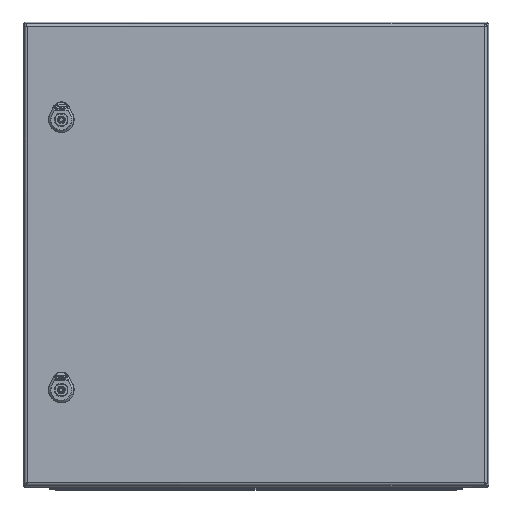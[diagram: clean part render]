
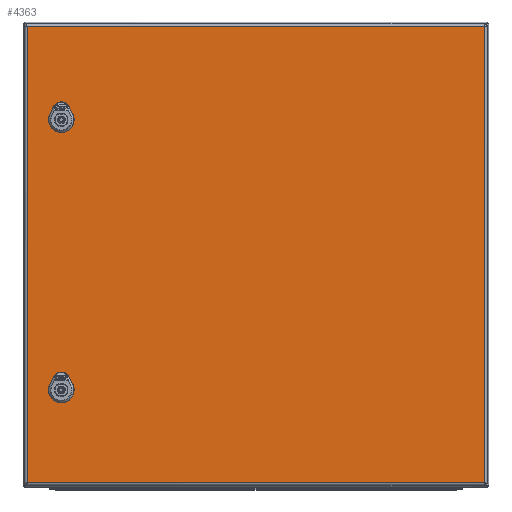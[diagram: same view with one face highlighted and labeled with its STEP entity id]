
A CAD part, top view. The second image highlights one B-rep face of the part: STEP entity #4363.
In plain terms, the highlighted face is planar.
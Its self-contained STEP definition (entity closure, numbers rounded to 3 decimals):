
#917=FACE_BOUND('',#6819,.T.);
#918=FACE_BOUND('',#6820,.T.);
#919=FACE_BOUND('',#6821,.T.);
#4363=ADVANCED_FACE('',(#917,#918,#919),#5037,.F.);
#5037=PLANE('',#20340);
#6819=EDGE_LOOP('',(#11352,#11353,#11354,#11355,#11356,#11357,#11358,#11359));
#6820=EDGE_LOOP('',(#11360,#11361,#11362,#11363,#11364,#11365,#11366,#11367));
#6821=EDGE_LOOP('',(#11368,#11369,#11370,#11371));
#7794=CIRCLE('',#20332,11.25);
#7795=CIRCLE('',#20333,11.25);
#7796=CIRCLE('',#20334,11.25);
#7797=CIRCLE('',#20335,11.25);
#7798=CIRCLE('',#20336,11.25);
#7799=CIRCLE('',#20337,11.25);
#7800=CIRCLE('',#20338,11.25);
#7801=CIRCLE('',#20339,11.25);
#11352=ORIENTED_EDGE('',*,*,#16049,.T.);
#11353=ORIENTED_EDGE('',*,*,#16050,.T.);
#11354=ORIENTED_EDGE('',*,*,#16051,.T.);
#11355=ORIENTED_EDGE('',*,*,#16052,.T.);
#11356=ORIENTED_EDGE('',*,*,#16053,.T.);
#11357=ORIENTED_EDGE('',*,*,#16054,.T.);
#11358=ORIENTED_EDGE('',*,*,#16055,.T.);
#11359=ORIENTED_EDGE('',*,*,#16056,.T.);
#11360=ORIENTED_EDGE('',*,*,#16057,.T.);
#11361=ORIENTED_EDGE('',*,*,#16058,.T.);
#11362=ORIENTED_EDGE('',*,*,#16059,.T.);
#11363=ORIENTED_EDGE('',*,*,#16060,.T.);
#11364=ORIENTED_EDGE('',*,*,#16061,.T.);
#11365=ORIENTED_EDGE('',*,*,#16062,.T.);
#11366=ORIENTED_EDGE('',*,*,#16063,.T.);
#11367=ORIENTED_EDGE('',*,*,#16064,.T.);
#11368=ORIENTED_EDGE('',*,*,#16065,.T.);
#11369=ORIENTED_EDGE('',*,*,#16066,.T.);
#11370=ORIENTED_EDGE('',*,*,#16067,.T.);
#11371=ORIENTED_EDGE('',*,*,#16068,.T.);
#14026=VERTEX_POINT('',#36250);
#14027=VERTEX_POINT('',#36251);
#14028=VERTEX_POINT('',#36253);
#14029=VERTEX_POINT('',#36255);
#14030=VERTEX_POINT('',#36257);
#14031=VERTEX_POINT('',#36259);
#14032=VERTEX_POINT('',#36261);
#14033=VERTEX_POINT('',#36263);
#14034=VERTEX_POINT('',#36266);
#14035=VERTEX_POINT('',#36267);
#14036=VERTEX_POINT('',#36269);
#14037=VERTEX_POINT('',#36271);
#14038=VERTEX_POINT('',#36273);
#14039=VERTEX_POINT('',#36275);
#14040=VERTEX_POINT('',#36277);
#14041=VERTEX_POINT('',#36279);
#14042=VERTEX_POINT('',#36282);
#14043=VERTEX_POINT('',#36283);
#14044=VERTEX_POINT('',#36285);
#14045=VERTEX_POINT('',#36287);
#16049=EDGE_CURVE('',#14026,#14027,#17672,.T.);
#16050=EDGE_CURVE('',#14027,#14028,#7794,.T.);
#16051=EDGE_CURVE('',#14028,#14029,#17673,.T.);
#16052=EDGE_CURVE('',#14029,#14030,#7795,.T.);
#16053=EDGE_CURVE('',#14030,#14031,#17674,.T.);
#16054=EDGE_CURVE('',#14031,#14032,#7796,.T.);
#16055=EDGE_CURVE('',#14032,#14033,#17675,.T.);
#16056=EDGE_CURVE('',#14033,#14026,#7797,.T.);
#16057=EDGE_CURVE('',#14034,#14035,#17676,.T.);
#16058=EDGE_CURVE('',#14035,#14036,#7798,.T.);
#16059=EDGE_CURVE('',#14036,#14037,#17677,.T.);
#16060=EDGE_CURVE('',#14037,#14038,#7799,.T.);
#16061=EDGE_CURVE('',#14038,#14039,#17678,.T.);
#16062=EDGE_CURVE('',#14039,#14040,#7800,.T.);
#16063=EDGE_CURVE('',#14040,#14041,#17679,.T.);
#16064=EDGE_CURVE('',#14041,#14034,#7801,.T.);
#16065=EDGE_CURVE('',#14042,#14043,#17680,.T.);
#16066=EDGE_CURVE('',#14043,#14044,#17681,.T.);
#16067=EDGE_CURVE('',#14044,#14045,#17682,.T.);
#16068=EDGE_CURVE('',#14045,#14042,#17683,.T.);
#17672=LINE('',#36249,#18886);
#17673=LINE('',#36254,#18887);
#17674=LINE('',#36258,#18888);
#17675=LINE('',#36262,#18889);
#17676=LINE('',#36265,#18890);
#17677=LINE('',#36270,#18891);
#17678=LINE('',#36274,#18892);
#17679=LINE('',#36278,#18893);
#17680=LINE('',#36281,#18894);
#17681=LINE('',#36284,#18895);
#17682=LINE('',#36286,#18896);
#17683=LINE('',#36288,#18897);
#18886=VECTOR('',#23768,1.);
#18887=VECTOR('',#23771,1.);
#18888=VECTOR('',#23774,1.);
#18889=VECTOR('',#23777,1.);
#18890=VECTOR('',#23780,1.);
#18891=VECTOR('',#23783,1.);
#18892=VECTOR('',#23786,1.);
#18893=VECTOR('',#23789,1.);
#18894=VECTOR('',#23792,1.);
#18895=VECTOR('',#23793,1.);
#18896=VECTOR('',#23794,1.);
#18897=VECTOR('',#23795,1.);
#20332=AXIS2_PLACEMENT_3D('',#36252,#23769,#23770);
#20333=AXIS2_PLACEMENT_3D('',#36256,#23772,#23773);
#20334=AXIS2_PLACEMENT_3D('',#36260,#23775,#23776);
#20335=AXIS2_PLACEMENT_3D('',#36264,#23778,#23779);
#20336=AXIS2_PLACEMENT_3D('',#36268,#23781,#23782);
#20337=AXIS2_PLACEMENT_3D('',#36272,#23784,#23785);
#20338=AXIS2_PLACEMENT_3D('',#36276,#23787,#23788);
#20339=AXIS2_PLACEMENT_3D('',#36280,#23790,#23791);
#20340=AXIS2_PLACEMENT_3D('',#36289,#23796,#23797);
#23768=DIRECTION('',(-1.,0.,0.));
#23769=DIRECTION('',(0.,0.,1.));
#23770=DIRECTION('',(1.,0.,0.));
#23771=DIRECTION('',(0.,-1.,0.));
#23772=DIRECTION('',(0.,0.,1.));
#23773=DIRECTION('',(1.,0.,0.));
#23774=DIRECTION('',(1.,0.,0.));
#23775=DIRECTION('',(0.,0.,1.));
#23776=DIRECTION('',(1.,0.,0.));
#23777=DIRECTION('',(0.,1.,0.));
#23778=DIRECTION('',(0.,0.,1.));
#23779=DIRECTION('',(1.,0.,0.));
#23780=DIRECTION('',(-1.,0.,0.));
#23781=DIRECTION('',(0.,0.,1.));
#23782=DIRECTION('',(1.,0.,0.));
#23783=DIRECTION('',(0.,-1.,0.));
#23784=DIRECTION('',(0.,0.,1.));
#23785=DIRECTION('',(1.,0.,0.));
#23786=DIRECTION('',(1.,0.,0.));
#23787=DIRECTION('',(0.,0.,1.));
#23788=DIRECTION('',(1.,0.,0.));
#23789=DIRECTION('',(0.,1.,0.));
#23790=DIRECTION('',(0.,0.,1.));
#23791=DIRECTION('',(1.,0.,0.));
#23792=DIRECTION('',(0.,1.,0.));
#23793=DIRECTION('',(1.,0.,0.));
#23794=DIRECTION('',(0.,-1.,0.));
#23795=DIRECTION('',(-1.,0.,0.));
#23796=DIRECTION('',(0.,0.,1.));
#23797=DIRECTION('',(-1.,0.,0.));
#36249=CARTESIAN_POINT('',(-295.75,-164.3,0.));
#36250=CARTESIAN_POINT('',(255.496,-164.3,0.));
#36251=CARTESIAN_POINT('',(246.004,-164.3,0.));
#36252=CARTESIAN_POINT('',(250.75,-174.5,0.));
#36253=CARTESIAN_POINT('',(240.55,-169.754,0.));
#36254=CARTESIAN_POINT('',(240.55,-295.,0.));
#36255=CARTESIAN_POINT('',(240.55,-179.246,0.));
#36256=CARTESIAN_POINT('',(250.75,-174.5,0.));
#36257=CARTESIAN_POINT('',(246.004,-184.7,0.));
#36258=CARTESIAN_POINT('',(-295.75,-184.7,0.));
#36259=CARTESIAN_POINT('',(255.496,-184.7,0.));
#36260=CARTESIAN_POINT('',(250.75,-174.5,0.));
#36261=CARTESIAN_POINT('',(260.95,-179.246,0.));
#36262=CARTESIAN_POINT('',(260.95,-295.,0.));
#36263=CARTESIAN_POINT('',(260.95,-169.754,0.));
#36264=CARTESIAN_POINT('',(250.75,-174.5,0.));
#36265=CARTESIAN_POINT('',(-295.75,184.7,0.));
#36266=CARTESIAN_POINT('',(255.496,184.7,0.));
#36267=CARTESIAN_POINT('',(246.004,184.7,0.));
#36268=CARTESIAN_POINT('',(250.75,174.5,0.));
#36269=CARTESIAN_POINT('',(240.55,179.246,0.));
#36270=CARTESIAN_POINT('',(240.55,-295.,0.));
#36271=CARTESIAN_POINT('',(240.55,169.754,0.));
#36272=CARTESIAN_POINT('',(250.75,174.5,0.));
#36273=CARTESIAN_POINT('',(246.004,164.3,0.));
#36274=CARTESIAN_POINT('',(-295.75,164.3,0.));
#36275=CARTESIAN_POINT('',(255.496,164.3,0.));
#36276=CARTESIAN_POINT('',(250.75,174.5,0.));
#36277=CARTESIAN_POINT('',(260.95,169.754,0.));
#36278=CARTESIAN_POINT('',(260.95,-295.,0.));
#36279=CARTESIAN_POINT('',(260.95,179.246,0.));
#36280=CARTESIAN_POINT('',(250.75,174.5,0.));
#36281=CARTESIAN_POINT('',(-294.75,-295.,0.));
#36282=CARTESIAN_POINT('',(-294.75,-294.,0.));
#36283=CARTESIAN_POINT('',(-294.75,294.,0.));
#36284=CARTESIAN_POINT('',(-295.75,294.,0.));
#36285=CARTESIAN_POINT('',(294.75,294.,0.));
#36286=CARTESIAN_POINT('',(294.75,-295.,0.));
#36287=CARTESIAN_POINT('',(294.75,-294.,0.));
#36288=CARTESIAN_POINT('',(-295.75,-294.,0.));
#36289=CARTESIAN_POINT('',(-295.75,-295.,0.));
